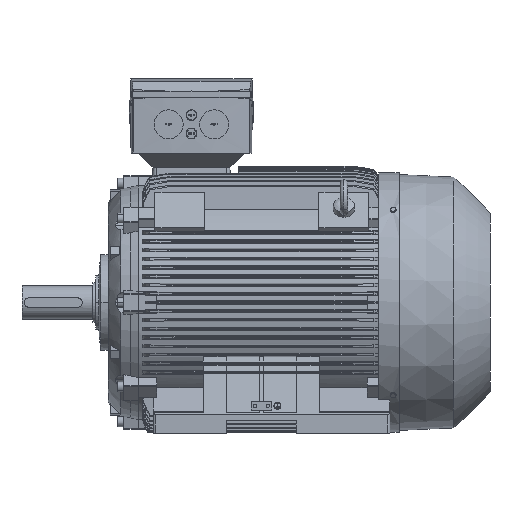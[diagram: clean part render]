
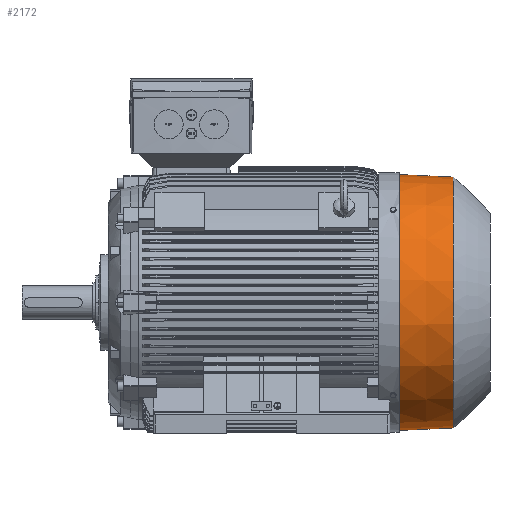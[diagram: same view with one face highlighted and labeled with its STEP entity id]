
A CAD part, front view. The second image highlights one B-rep face of the part: STEP entity #2172.
In plain terms, the highlighted conical face has half-angle 2.643 degrees and reference radius 305 mm.
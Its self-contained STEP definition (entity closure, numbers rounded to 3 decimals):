
#2172=ADVANCED_FACE('',(#6271),#6272,.T.);
#6271=FACE_OUTER_BOUND('',#12390,.T.);
#6272=CONICAL_SURFACE('',#12391,305.,0.046);
#12390=EDGE_LOOP('',(#18841,#18842,#18843,#18844));
#12391=AXIS2_PLACEMENT_3D('',#18845,#18846,#18847);
#18841=ORIENTED_EDGE('',*,*,#37804,.F.);
#18842=ORIENTED_EDGE('',*,*,#37805,.T.);
#18843=ORIENTED_EDGE('',*,*,#37806,.F.);
#18844=ORIENTED_EDGE('',*,*,#37807,.F.);
#18845=CARTESIAN_POINT('',(694.,0.0,0.0));
#18846=DIRECTION('',(-1.0,-0.0,0.0));
#18847=DIRECTION('',(0.0,0.0,1.0));
#37804=EDGE_CURVE('',#45623,#45624,#45625,.T.);
#37805=EDGE_CURVE('',#45623,#45626,#45627,.T.);
#37806=EDGE_CURVE('',#45628,#45626,#45629,.T.);
#37807=EDGE_CURVE('',#45624,#45628,#45630,.T.);
#45623=VERTEX_POINT('',#57904);
#45624=VERTEX_POINT('',#57905);
#45625=LINE('',#57906,#57907);
#45626=VERTEX_POINT('',#57908);
#45627=CIRCLE('',#57909,308.0);
#45628=VERTEX_POINT('',#57910);
#45629=LINE('',#57911,#57912);
#45630=CIRCLE('',#57913,302.);
#57904=CARTESIAN_POINT('',(629.0,0.0,308.0));
#57905=CARTESIAN_POINT('',(759.,0.0,302.));
#57906=CARTESIAN_POINT('',(694.,0.,305.));
#57907=VECTOR('',#89713,1.0);
#57908=CARTESIAN_POINT('',(629.0,0.,-308.0));
#57909=AXIS2_PLACEMENT_3D('',#89714,#89715,#89716);
#57910=CARTESIAN_POINT('',(759.,0.,-302.));
#57911=CARTESIAN_POINT('',(694.,0.,-305.));
#57912=VECTOR('',#89717,1.0);
#57913=AXIS2_PLACEMENT_3D('',#89718,#89719,#89720);
#89713=DIRECTION('',(0.999,0.,-0.046));
#89714=CARTESIAN_POINT('',(629.0,0.0,0.0));
#89715=DIRECTION('',(1.0,0.0,-0.0));
#89716=DIRECTION('',(0.0,0.0,1.0));
#89717=DIRECTION('',(-0.999,0.,-0.046));
#89718=CARTESIAN_POINT('',(759.,0.0,0.0));
#89719=DIRECTION('',(1.0,0.0,-0.0));
#89720=DIRECTION('',(0.0,0.0,1.0));
